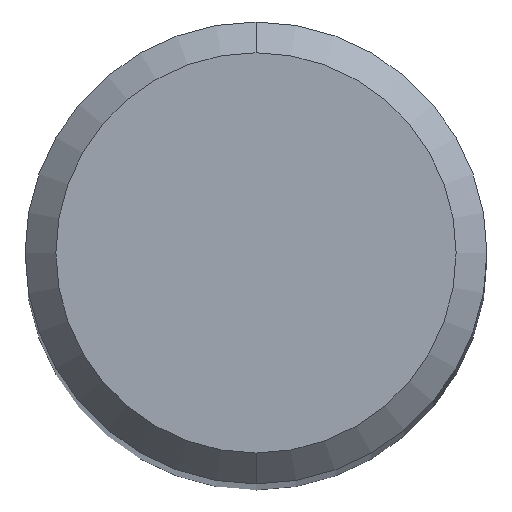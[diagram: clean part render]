
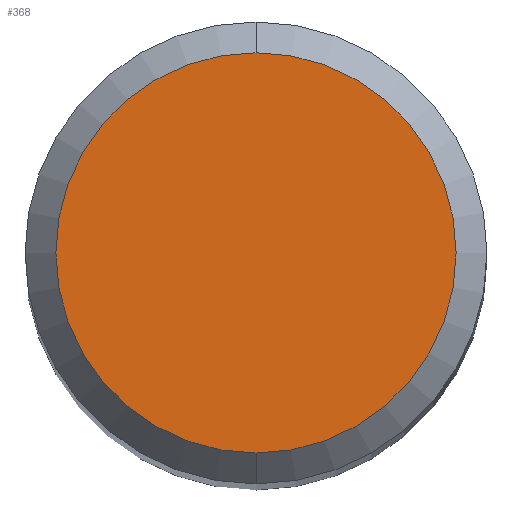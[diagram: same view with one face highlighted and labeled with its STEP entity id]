
A CAD part, top view. The second image highlights one B-rep face of the part: STEP entity #368.
In plain terms, the highlighted planar face has unit normal (0, 0, 1).
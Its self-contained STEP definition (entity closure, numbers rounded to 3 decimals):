
#268=VERTEX_POINT('',#572);
#278=EDGE_CURVE('',#388,#268,#583,.T.);
#310=EDGE_CURVE('',#268,#388,#618,.T.);
#368=ADVANCED_FACE('',(#682),#683,.T.);
#388=VERTEX_POINT('',#706);
#572=CARTESIAN_POINT('',(0.0,2.6,0.0));
#583=CIRCLE('',#986,2.6);
#618=CIRCLE('',#1069,2.6);
#682=FACE_OUTER_BOUND('',#1246,.T.);
#683=PLANE('',#1247);
#706=CARTESIAN_POINT('',(0.,-2.6,0.0));
#986=AXIS2_PLACEMENT_3D('',#1520,#1521,#1522);
#1069=AXIS2_PLACEMENT_3D('',#1556,#1557,#1558);
#1246=EDGE_LOOP('',(#1626,#1627));
#1247=AXIS2_PLACEMENT_3D('',#1628,#1629,#1630);
#1520=CARTESIAN_POINT('',(0.0,0.0,0.0));
#1521=DIRECTION('',(0.0,0.0,-1.0));
#1522=DIRECTION('',(0.0,1.0,0.0));
#1556=CARTESIAN_POINT('',(0.0,0.0,0.0));
#1557=DIRECTION('',(0.0,0.0,-1.0));
#1558=DIRECTION('',(0.0,1.0,0.0));
#1626=ORIENTED_EDGE('',*,*,#310,.F.);
#1627=ORIENTED_EDGE('',*,*,#278,.F.);
#1628=CARTESIAN_POINT('',(0.0,1.3,0.0));
#1629=DIRECTION('',(-0.0,0.0,1.0));
#1630=DIRECTION('',(0.0,-1.0,0.0));
